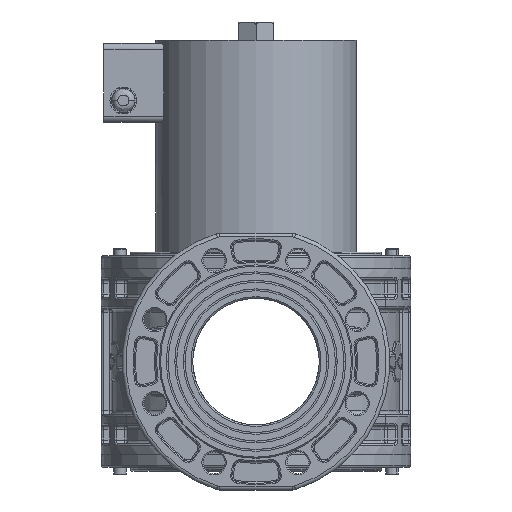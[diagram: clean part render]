
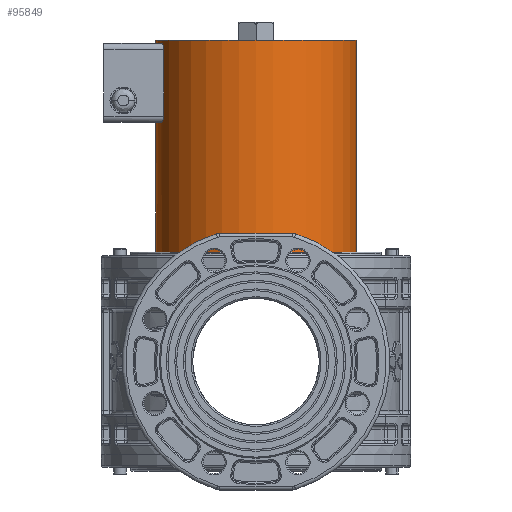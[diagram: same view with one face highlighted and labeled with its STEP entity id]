
A CAD part, left-side view. The second image highlights one B-rep face of the part: STEP entity #95849.
In plain terms, the highlighted cylindrical face has radius 82.5 mm (diameter 165 mm), a partial arc.
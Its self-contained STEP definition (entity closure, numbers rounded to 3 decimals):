
#95037=CARTESIAN_POINT('',(0.,-87.5,0.));
#95038=DIRECTION('',(0.,1.,0.));
#95039=DIRECTION('',(1.,0.,0.));
#95040=AXIS2_PLACEMENT_3D('',#95037,#95038,#95039);
#95057=CARTESIAN_POINT('',(0.,20.,0.));
#95058=DIRECTION('',(0.,1.,0.));
#95059=DIRECTION('',(1.,0.,0.));
#95060=AXIS2_PLACEMENT_3D('',#95057,#95058,#95059);
#95062=DIRECTION('',(0.,1.,0.));
#95063=VECTOR('',#95062,55.);
#95064=CARTESIAN_POINT('',(75.829,25.,-32.5));
#95065=LINE('',#95064,#95063);
#95066=CARTESIAN_POINT('',(0.,85.,0.));
#95067=DIRECTION('',(0.,1.,0.));
#95068=DIRECTION('',(1.,0.,0.));
#95069=AXIS2_PLACEMENT_3D('',#95066,#95067,#95068);
#95071=DIRECTION('',(0.,1.,0.));
#95072=VECTOR('',#95071,2.5);
#95073=CARTESIAN_POINT('',(82.5,85.,0.));
#95074=LINE('',#95073,#95072);
#95075=DIRECTION('',(0.,1.,0.));
#95076=VECTOR('',#95075,107.5);
#95077=CARTESIAN_POINT('',(82.5,-87.5,0.));
#95078=LINE('',#95077,#95076);
#95087=CARTESIAN_POINT('',(75.829,25.,-32.5));
#95088=CARTESIAN_POINT('',(75.829,24.589,-32.5));
#95089=CARTESIAN_POINT('',(75.872,23.753,
-32.4));
#95090=CARTESIAN_POINT('',(76.082,22.515,
-31.906));
#95091=CARTESIAN_POINT('',(76.409,21.466,
-31.115));
#95092=CARTESIAN_POINT('',(76.819,20.655,
-30.092));
#95093=CARTESIAN_POINT('',(77.303,20.117,
-28.831));
#95094=CARTESIAN_POINT('',(77.624,20.,-27.945));
#95095=CARTESIAN_POINT('',(77.782,20.,-27.5));
#95160=DIRECTION('',(0.,1.,0.));
#95161=VECTOR('',#95160,175.);
#95162=CARTESIAN_POINT('',(-82.5,-87.5,0.));
#95163=LINE('',#95162,#95161);
#95263=CARTESIAN_POINT('',(0.,87.5,0.));
#95264=DIRECTION('',(0.,1.,0.));
#95265=DIRECTION('',(1.,0.,0.));
#95266=AXIS2_PLACEMENT_3D('',#95263,#95264,#95265);
#95319=CARTESIAN_POINT('',(77.782,85.,-27.5));
#95320=CARTESIAN_POINT('',(77.624,85.,-27.945));
#95321=CARTESIAN_POINT('',(77.303,84.883,
-28.83));
#95322=CARTESIAN_POINT('',(76.82,84.346,
-30.09));
#95323=CARTESIAN_POINT('',(76.41,83.535,
-31.114));
#95324=CARTESIAN_POINT('',(76.082,82.486,
-31.906));
#95325=CARTESIAN_POINT('',(75.872,81.246,
-32.4));
#95326=CARTESIAN_POINT('',(75.829,80.41,-32.5));
#95327=CARTESIAN_POINT('',(75.829,80.,-32.5));
#95641=CARTESIAN_POINT('',(82.5,-87.5,0.));
#95642=CARTESIAN_POINT('',(-82.5,-87.5,0.));
#95643=VERTEX_POINT('',#95641);
#95644=VERTEX_POINT('',#95642);
#95645=CARTESIAN_POINT('',(82.5,87.5,0.));
#95646=CARTESIAN_POINT('',(-82.5,87.5,0.));
#95647=VERTEX_POINT('',#95645);
#95648=VERTEX_POINT('',#95646);
#95649=CARTESIAN_POINT('',(82.5,20.,0.));
#95650=VERTEX_POINT('',#95649);
#95651=CARTESIAN_POINT('',(82.5,85.,0.));
#95652=VERTEX_POINT('',#95651);
#95662=CARTESIAN_POINT('',(75.829,80.,-32.5));
#95664=VERTEX_POINT('',#95662);
#95667=CARTESIAN_POINT('',(77.782,85.,-27.5));
#95668=VERTEX_POINT('',#95667);
#95670=CARTESIAN_POINT('',(77.782,20.,-27.5));
#95672=VERTEX_POINT('',#95670);
#95675=CARTESIAN_POINT('',(75.829,25.,-32.5));
#95676=VERTEX_POINT('',#95675);
#95823=CARTESIAN_POINT('',(0.,-87.5,0.));
#95824=DIRECTION('',(0.,1.,0.));
#95825=DIRECTION('',(1.,0.,0.));
#95826=AXIS2_PLACEMENT_3D('',#95823,#95824,#95825);
#95827=CYLINDRICAL_SURFACE('',#95826,82.5);
#95829=ORIENTED_EDGE('',*,*,#95828,.T.);
#95831=ORIENTED_EDGE('',*,*,#95830,.F.);
#95833=ORIENTED_EDGE('',*,*,#95832,.T.);
#95835=ORIENTED_EDGE('',*,*,#95834,.F.);
#95837=ORIENTED_EDGE('',*,*,#95836,.F.);
#95839=ORIENTED_EDGE('',*,*,#95838,.T.);
#95841=ORIENTED_EDGE('',*,*,#95840,.T.);
#95843=ORIENTED_EDGE('',*,*,#95842,.F.);
#95844=ORIENTED_EDGE('',*,*,#95810,.F.);
#95846=ORIENTED_EDGE('',*,*,#95845,.T.);
#95847=EDGE_LOOP('',(#95829,#95831,#95833,#95835,#95837,#95839,#95841,#95843,
#95844,#95846));
#95848=FACE_OUTER_BOUND('',#95847,.F.);
#95849=ADVANCED_FACE('',(#95848),#95827,.T.);
#95041=CIRCLE('',#95040,82.5);
#95061=CIRCLE('',#95060,82.5);
#95070=CIRCLE('',#95069,82.5);
#95096=B_SPLINE_CURVE_WITH_KNOTS('',3,(#95087,#95088,#95089,#95090,#95091,
#95092,#95093,#95094,#95095),.UNSPECIFIED.,.F.,.F.,(4,1,1,1,1,1,4),(0.,
0.167,0.333,0.5,0.667,0.833,
1.),.UNSPECIFIED.);
#95267=CIRCLE('',#95266,82.5);
#95328=B_SPLINE_CURVE_WITH_KNOTS('',3,(#95319,#95320,#95321,#95322,#95323,
#95324,#95325,#95326,#95327),.UNSPECIFIED.,.F.,.F.,(4,1,1,1,1,1,4),(0.,
0.167,0.333,0.5,0.667,0.833,
1.),.UNSPECIFIED.);
#95810=EDGE_CURVE('',#95643,#95644,#95041,.T.);
#95828=EDGE_CURVE('',#95650,#95672,#95061,.T.);
#95830=EDGE_CURVE('',#95676,#95672,#95096,.T.);
#95832=EDGE_CURVE('',#95676,#95664,#95065,.T.);
#95834=EDGE_CURVE('',#95668,#95664,#95328,.T.);
#95836=EDGE_CURVE('',#95652,#95668,#95070,.T.);
#95838=EDGE_CURVE('',#95652,#95647,#95074,.T.);
#95840=EDGE_CURVE('',#95647,#95648,#95267,.T.);
#95842=EDGE_CURVE('',#95644,#95648,#95163,.T.);
#95845=EDGE_CURVE('',#95643,#95650,#95078,.T.);
